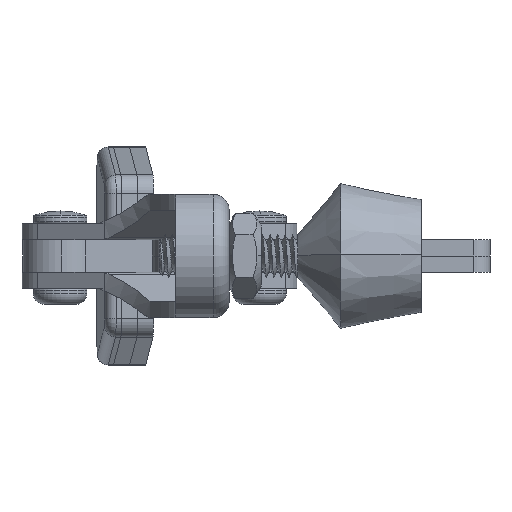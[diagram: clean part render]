
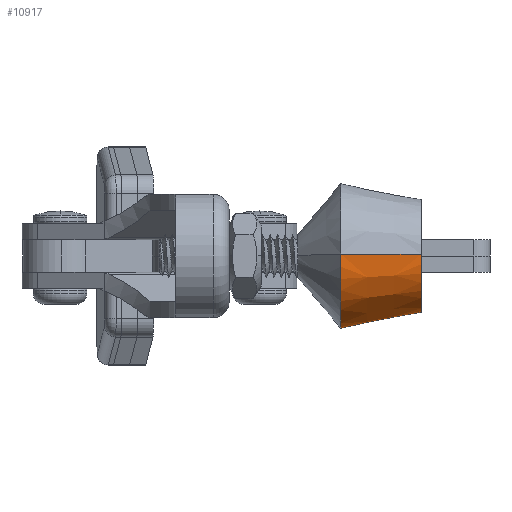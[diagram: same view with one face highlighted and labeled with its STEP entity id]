
A CAD part, left-side view. The second image highlights one B-rep face of the part: STEP entity #10917.
In plain terms, the highlighted conical face has half-angle 11.31 degrees and reference radius 5.25 mm.
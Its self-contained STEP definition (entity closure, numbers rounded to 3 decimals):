
#10382 = EDGE_CURVE ( 'NONE', #10547, #10531, #20238, .T. ) ;
#10531 = VERTEX_POINT ( 'NONE', #20853 ) ;
#10539 = VERTEX_POINT ( 'NONE', #20848 ) ;
#10546 = VERTEX_POINT ( 'NONE', #20924 ) ;
#10547 = VERTEX_POINT ( 'NONE', #20923 ) ;
#10865 = ORIENTED_EDGE ( 'NONE', *, *, #10955, .F. ) ;
#10888 = ORIENTED_EDGE ( 'NONE', *, *, #10913, .F. ) ;
#10913 = EDGE_CURVE ( 'NONE', #10546, #10539, #25621, .T. ) ;
#10915 = EDGE_LOOP ( 'NONE', ( #10888, #10865, #10954, #10923 ) ) ;
#10917 = ADVANCED_FACE ( 'NONE', ( #25612 ), #25611, .T. ) ;
#10923 = ORIENTED_EDGE ( 'NONE', *, *, #10958, .T. ) ;
#10954 = ORIENTED_EDGE ( 'NONE', *, *, #10382, .T. ) ;
#10955 = EDGE_CURVE ( 'NONE', #10547, #10546, #25871, .T. ) ;
#10958 = EDGE_CURVE ( 'NONE', #10531, #10539, #25853, .T. ) ;
#20235 = DIRECTION ( 'NONE',  ( -0.196, 0., -0.981 ) ) ;
#20236 = VECTOR ( 'NONE', #20235, 1000. ) ;
#20237 = CARTESIAN_POINT ( 'NONE',  ( -5.25, 0., 6.4 ) ) ;
#20238 = LINE ( 'NONE', #20237, #20236 ) ;
#20848 = CARTESIAN_POINT ( 'NONE',  ( 6.75, 0., -1.1 ) ) ;
#20853 = CARTESIAN_POINT ( 'NONE',  ( -6.75, 0., -1.1 ) ) ;
#20923 = CARTESIAN_POINT ( 'NONE',  ( -5.25, 0., 6.4 ) ) ;
#20924 = CARTESIAN_POINT ( 'NONE',  ( 5.25, 0., 6.4 ) ) ;
#25590 = DIRECTION ( 'NONE',  ( -1., 0., 0. ) ) ;
#25591 = DIRECTION ( 'NONE',  ( 0., 0., -1. ) ) ;
#25608 = CARTESIAN_POINT ( 'NONE',  ( 0., 0., 6.4 ) ) ;
#25609 = AXIS2_PLACEMENT_3D ( 'NONE', #25608, #25591, #25590 ) ;
#25611 = CONICAL_SURFACE ( 'NONE', #25609, 5.25, 0.197 ) ;
#25612 = FACE_OUTER_BOUND ( 'NONE', #10915, .T. ) ;
#25613 = DIRECTION ( 'NONE',  ( 0.196, 0., -0.981 ) ) ;
#25614 = VECTOR ( 'NONE', #25613, 1000. ) ;
#25615 = CARTESIAN_POINT ( 'NONE',  ( 5.25, 0., 6.4 ) ) ;
#25621 = LINE ( 'NONE', #25615, #25614 ) ;
#25821 = CARTESIAN_POINT ( 'NONE',  ( 0., 0., 6.4 ) ) ;
#25853 = CIRCLE ( 'NONE', #25860, 6.75 ) ;
#25857 = DIRECTION ( 'NONE',  ( 1., 0., 0. ) ) ;
#25858 = DIRECTION ( 'NONE',  ( 0., 0., 1. ) ) ;
#25859 = CARTESIAN_POINT ( 'NONE',  ( 0., 0., -1.1 ) ) ;
#25860 = AXIS2_PLACEMENT_3D ( 'NONE', #25859, #25858, #25857 ) ;
#25861 = DIRECTION ( 'NONE',  ( 1., 0., 0. ) ) ;
#25862 = DIRECTION ( 'NONE',  ( 0., 0., 1. ) ) ;
#25863 = AXIS2_PLACEMENT_3D ( 'NONE', #25821, #25862, #25861 ) ;
#25871 = CIRCLE ( 'NONE', #25863, 5.25 ) ;
